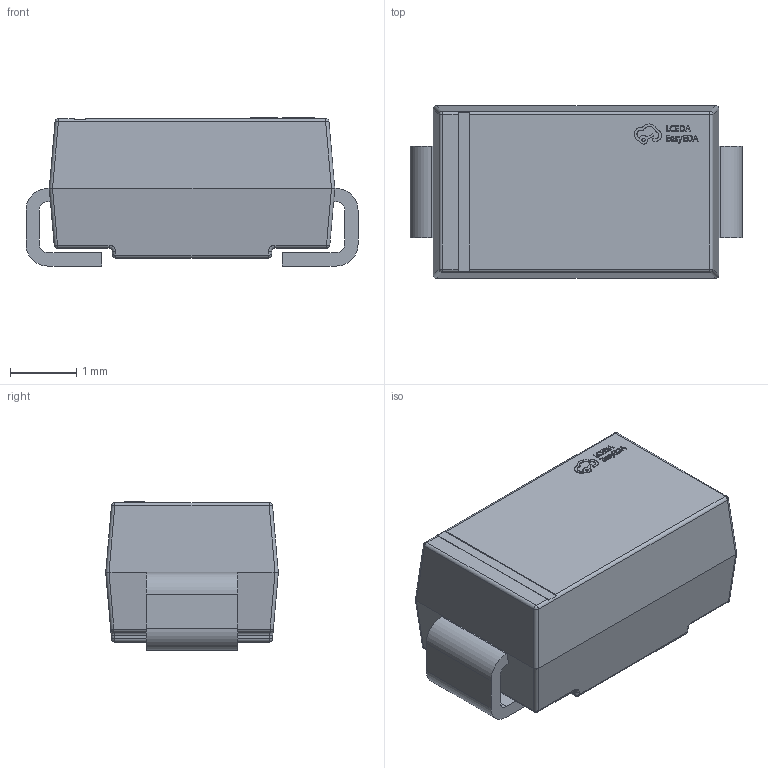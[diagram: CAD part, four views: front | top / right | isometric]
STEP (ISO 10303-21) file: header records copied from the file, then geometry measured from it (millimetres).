
FILE_DESCRIPTION (( 'STEP AP214' ), '1' );
FILE_NAME ('SMA_L4.3-W2.6-LS5.0-RD.STEP', '2023-07-21T13:18:37', ( '' ), ( '' ), 'SwSTEP 2.0', 'SolidWorks 2020', '' );
FILE_SCHEMA (( 'AUTOMOTIVE_DESIGN' ));
Length unit declared in the file: millimetre
Products named in the file (1): SMA_L4.3-W2.6-LS5.0-RD
Bounding box: 5 x 2.6 x 2.23 mm (x, y, z)
Volume: 22.7 mm3; surface area: 60.2 mm2
Topology: 1 solids, 1 shells, 312 faces, 821 edges, 526 vertices
Faces by surface type: plane 162, bspline 102, cylinder 36, sphere 12
Entity records: 13483 total; most frequent: CARTESIAN_POINT 3042, ORIENTED_EDGE 1634, DIRECTION 1091, EDGE_CURVE 817, VECTOR 541, LINE 541, VERTEX_POINT 526, EDGE_LOOP 331
